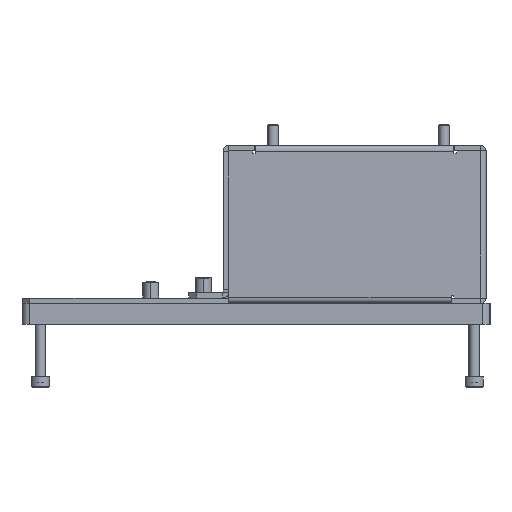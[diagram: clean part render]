
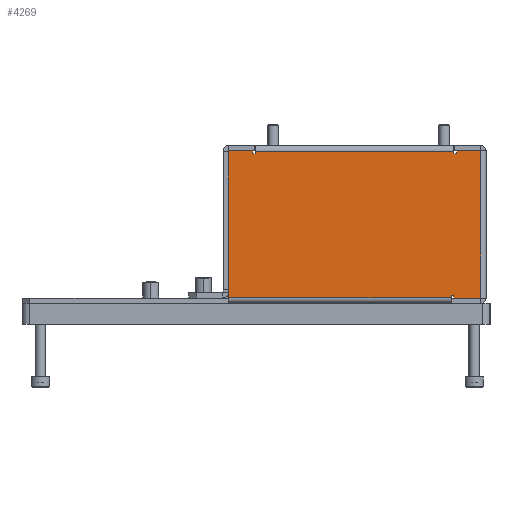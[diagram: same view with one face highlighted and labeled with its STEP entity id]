
A CAD part, left-side view. The second image highlights one B-rep face of the part: STEP entity #4269.
In plain terms, the highlighted face is planar.
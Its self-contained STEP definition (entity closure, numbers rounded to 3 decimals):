
#19 = CARTESIAN_POINT ( 'NONE',  ( 229., 87.8, 56. ) ) ;
#132 = LINE ( 'NONE', #10855, #7187 ) ;
#175 = DIRECTION ( 'NONE',  ( 0., 1., 0. ) ) ;
#221 = VECTOR ( 'NONE', #7829, 1000. ) ;
#563 = CARTESIAN_POINT ( 'NONE',  ( 229., 0., 54.9 ) ) ;
#614 = VERTEX_POINT ( 'NONE', #11861 ) ;
#718 = VECTOR ( 'NONE', #10991, 1000. ) ;
#775 = LINE ( 'NONE', #10236, #1947 ) ;
#816 = CARTESIAN_POINT ( 'NONE',  ( 229., 97.999, 56. ) ) ;
#873 = DIRECTION ( 'NONE',  ( 0., 0., -1. ) ) ;
#1136 = ORIENTED_EDGE ( 'NONE', *, *, #6652, .T. ) ;
#1232 = VECTOR ( 'NONE', #873, 1000. ) ;
#1277 = CARTESIAN_POINT ( 'NONE',  ( 229., 97.999, 55.9 ) ) ;
#1316 = LINE ( 'NONE', #6853, #7562 ) ;
#1330 = ORIENTED_EDGE ( 'NONE', *, *, #9769, .T. ) ;
#1632 = DIRECTION ( 'NONE',  ( 0., 0., 1. ) ) ;
#1666 = AXIS2_PLACEMENT_3D ( 'NONE', #5603, #12565, #8718 ) ;
#1757 = VERTEX_POINT ( 'NONE', #7333 ) ;
#1819 = CARTESIAN_POINT ( 'NONE',  ( 229., 12.2, 0.1 ) ) ;
#1826 = LINE ( 'NONE', #5490, #1232 ) ;
#1947 = VECTOR ( 'NONE', #4584, 1000. ) ;
#1999 = ORIENTED_EDGE ( 'NONE', *, *, #4094, .T. ) ;
#2005 = EDGE_CURVE ( 'NONE', #614, #7531, #1826, .T. ) ;
#2010 = VERTEX_POINT ( 'NONE', #9369 ) ;
#2046 = CARTESIAN_POINT ( 'NONE',  ( 229., 0., 1.1 ) ) ;
#2309 = EDGE_CURVE ( 'NONE', #4325, #7328, #4524, .T. ) ;
#2382 = LINE ( 'NONE', #2632, #6802 ) ;
#2391 = CARTESIAN_POINT ( 'NONE',  ( 229., 13.2, 56. ) ) ;
#2524 = VECTOR ( 'NONE', #6860, 1000. ) ;
#2632 = CARTESIAN_POINT ( 'NONE',  ( 229., 2.1, 56. ) ) ;
#2671 = CARTESIAN_POINT ( 'NONE',  ( 229., 88.8, 0. ) ) ;
#2688 = FACE_OUTER_BOUND ( 'NONE', #4019, .T. ) ;
#2733 = LINE ( 'NONE', #2854, #9825 ) ;
#2805 = LINE ( 'NONE', #2046, #6314 ) ;
#2812 = CARTESIAN_POINT ( 'NONE',  ( 229., 12.2, 1.1 ) ) ;
#2845 = DIRECTION ( 'NONE',  ( 0., 0., -1. ) ) ;
#2854 = CARTESIAN_POINT ( 'NONE',  ( 229., 0., 0. ) ) ;
#3058 = VECTOR ( 'NONE', #9611, 1000. ) ;
#3381 = ORIENTED_EDGE ( 'NONE', *, *, #6065, .F. ) ;
#3497 = VERTEX_POINT ( 'NONE', #2671 ) ;
#3681 = DIRECTION ( 'NONE',  ( 0., 1., 0. ) ) ;
#3754 = DIRECTION ( 'NONE',  ( 0., 1., 0. ) ) ;
#3904 = VECTOR ( 'NONE', #9452, 1000. ) ;
#3990 = LINE ( 'NONE', #816, #8159 ) ;
#4002 = DIRECTION ( 'NONE',  ( 0., 0., 1. ) ) ;
#4019 = EDGE_LOOP ( 'NONE', ( #8539, #8374, #8123, #1136, #8646, #8575, #8098, #4210, #4694, #1999, #12264, #10667, #5768, #3381, #7246, #1330 ) ) ;
#4094 = EDGE_CURVE ( 'NONE', #5197, #7312, #10280, .T. ) ;
#4210 = ORIENTED_EDGE ( 'NONE', *, *, #8607, .T. ) ;
#4269 = ADVANCED_FACE ( 'NONE', ( #2688 ), #9552, .F. ) ;
#4325 = VERTEX_POINT ( 'NONE', #2812 ) ;
#4358 = LINE ( 'NONE', #2391, #8781 ) ;
#4524 = LINE ( 'NONE', #4594, #221 ) ;
#4584 = DIRECTION ( 'NONE',  ( 0., 0., -1. ) ) ;
#4594 = CARTESIAN_POINT ( 'NONE',  ( 229., 0., 1.1 ) ) ;
#4637 = EDGE_CURVE ( 'NONE', #5197, #2010, #3990, .T. ) ;
#4694 = ORIENTED_EDGE ( 'NONE', *, *, #4637, .F. ) ;
#5197 = VERTEX_POINT ( 'NONE', #1277 ) ;
#5391 = VERTEX_POINT ( 'NONE', #8879 ) ;
#5490 = CARTESIAN_POINT ( 'NONE',  ( 229., 12.2, 56. ) ) ;
#5587 = VECTOR ( 'NONE', #175, 1000. ) ;
#5603 = CARTESIAN_POINT ( 'NONE',  ( 229., 0., 56. ) ) ;
#5658 = EDGE_CURVE ( 'NONE', #5967, #4325, #132, .T. ) ;
#5768 = ORIENTED_EDGE ( 'NONE', *, *, #2005, .F. ) ;
#5967 = VERTEX_POINT ( 'NONE', #1819 ) ;
#6065 = EDGE_CURVE ( 'NONE', #6751, #614, #8701, .T. ) ;
#6314 = VECTOR ( 'NONE', #6742, 1000. ) ;
#6389 = CARTESIAN_POINT ( 'NONE',  ( 229., 2.1, 56. ) ) ;
#6413 = VERTEX_POINT ( 'NONE', #10668 ) ;
#6470 = CARTESIAN_POINT ( 'NONE',  ( 229., 97.999, 55.9 ) ) ;
#6652 = EDGE_CURVE ( 'NONE', #5967, #8564, #10901, .T. ) ;
#6742 = DIRECTION ( 'NONE',  ( 0., -1., 0. ) ) ;
#6751 = VERTEX_POINT ( 'NONE', #6389 ) ;
#6802 = VECTOR ( 'NONE', #10316, 1000. ) ;
#6853 = CARTESIAN_POINT ( 'NONE',  ( 229., 88.8, 56. ) ) ;
#6860 = DIRECTION ( 'NONE',  ( 0., 1., 0. ) ) ;
#7187 = VECTOR ( 'NONE', #4002, 1000. ) ;
#7242 = LINE ( 'NONE', #563, #718 ) ;
#7246 = ORIENTED_EDGE ( 'NONE', *, *, #11854, .T. ) ;
#7260 = CARTESIAN_POINT ( 'NONE',  ( 229., 11.2, 1.1 ) ) ;
#7312 = VERTEX_POINT ( 'NONE', #12176 ) ;
#7328 = VERTEX_POINT ( 'NONE', #7260 ) ;
#7333 = CARTESIAN_POINT ( 'NONE',  ( 229., 87.8, 1.1 ) ) ;
#7531 = VERTEX_POINT ( 'NONE', #12221 ) ;
#7558 = CARTESIAN_POINT ( 'NONE',  ( 229., 0., 0. ) ) ;
#7562 = VECTOR ( 'NONE', #8999, 1000. ) ;
#7660 = EDGE_CURVE ( 'NONE', #1757, #8564, #11451, .T. ) ;
#7749 = LINE ( 'NONE', #7558, #10185 ) ;
#7829 = DIRECTION ( 'NONE',  ( 0., -1., 0. ) ) ;
#8098 = ORIENTED_EDGE ( 'NONE', *, *, #8669, .F. ) ;
#8123 = ORIENTED_EDGE ( 'NONE', *, *, #5658, .F. ) ;
#8134 = EDGE_CURVE ( 'NONE', #6413, #1757, #2805, .T. ) ;
#8159 = VECTOR ( 'NONE', #2845, 1000. ) ;
#8374 = ORIENTED_EDGE ( 'NONE', *, *, #2309, .F. ) ;
#8539 = ORIENTED_EDGE ( 'NONE', *, *, #11625, .F. ) ;
#8564 = VERTEX_POINT ( 'NONE', #9531 ) ;
#8575 = ORIENTED_EDGE ( 'NONE', *, *, #8134, .F. ) ;
#8578 = CARTESIAN_POINT ( 'NONE',  ( 229., 0., 56. ) ) ;
#8607 = EDGE_CURVE ( 'NONE', #3497, #2010, #7749, .T. ) ;
#8646 = ORIENTED_EDGE ( 'NONE', *, *, #7660, .F. ) ;
#8669 = EDGE_CURVE ( 'NONE', #3497, #6413, #1316, .T. ) ;
#8701 = LINE ( 'NONE', #8578, #2524 ) ;
#8718 = DIRECTION ( 'NONE',  ( 0., -1., 0. ) ) ;
#8720 = VERTEX_POINT ( 'NONE', #8818 ) ;
#8781 = VECTOR ( 'NONE', #1632, 1000. ) ;
#8818 = CARTESIAN_POINT ( 'NONE',  ( 229., 2.1, 0. ) ) ;
#8827 = EDGE_CURVE ( 'NONE', #5391, #7312, #4358, .T. ) ;
#8879 = CARTESIAN_POINT ( 'NONE',  ( 229., 13.2, 54.9 ) ) ;
#8999 = DIRECTION ( 'NONE',  ( 0., 0., 1. ) ) ;
#9369 = CARTESIAN_POINT ( 'NONE',  ( 229., 97.999, 0. ) ) ;
#9452 = DIRECTION ( 'NONE',  ( 0., -1., 0. ) ) ;
#9531 = CARTESIAN_POINT ( 'NONE',  ( 229., 87.8, 0.1 ) ) ;
#9552 = PLANE ( 'NONE',  #1666 ) ;
#9611 = DIRECTION ( 'NONE',  ( 0., 0., -1. ) ) ;
#9769 = EDGE_CURVE ( 'NONE', #8720, #9911, #2733, .T. ) ;
#9825 = VECTOR ( 'NONE', #3681, 1000. ) ;
#9911 = VERTEX_POINT ( 'NONE', #11940 ) ;
#10185 = VECTOR ( 'NONE', #3754, 1000. ) ;
#10236 = CARTESIAN_POINT ( 'NONE',  ( 229., 11.2, 56. ) ) ;
#10280 = LINE ( 'NONE', #6470, #3904 ) ;
#10316 = DIRECTION ( 'NONE',  ( 0., 0., -1. ) ) ;
#10667 = ORIENTED_EDGE ( 'NONE', *, *, #12127, .F. ) ;
#10668 = CARTESIAN_POINT ( 'NONE',  ( 229., 88.8, 1.1 ) ) ;
#10781 = CARTESIAN_POINT ( 'NONE',  ( 229., 12.2, 0.1 ) ) ;
#10855 = CARTESIAN_POINT ( 'NONE',  ( 229., 12.2, 56. ) ) ;
#10901 = LINE ( 'NONE', #10781, #5587 ) ;
#10991 = DIRECTION ( 'NONE',  ( 0., 1., 0. ) ) ;
#11451 = LINE ( 'NONE', #19, #3058 ) ;
#11625 = EDGE_CURVE ( 'NONE', #7328, #9911, #775, .T. ) ;
#11854 = EDGE_CURVE ( 'NONE', #6751, #8720, #2382, .T. ) ;
#11861 = CARTESIAN_POINT ( 'NONE',  ( 229., 12.2, 56. ) ) ;
#11940 = CARTESIAN_POINT ( 'NONE',  ( 229., 11.2, 0. ) ) ;
#12127 = EDGE_CURVE ( 'NONE', #7531, #5391, #7242, .T. ) ;
#12176 = CARTESIAN_POINT ( 'NONE',  ( 229., 13.2, 55.9 ) ) ;
#12221 = CARTESIAN_POINT ( 'NONE',  ( 229., 12.2, 54.9 ) ) ;
#12264 = ORIENTED_EDGE ( 'NONE', *, *, #8827, .F. ) ;
#12565 = DIRECTION ( 'NONE',  ( -1., 0., 0. ) ) ;
